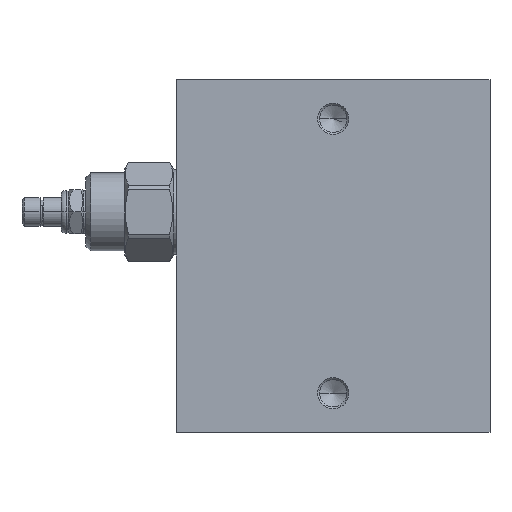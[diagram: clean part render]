
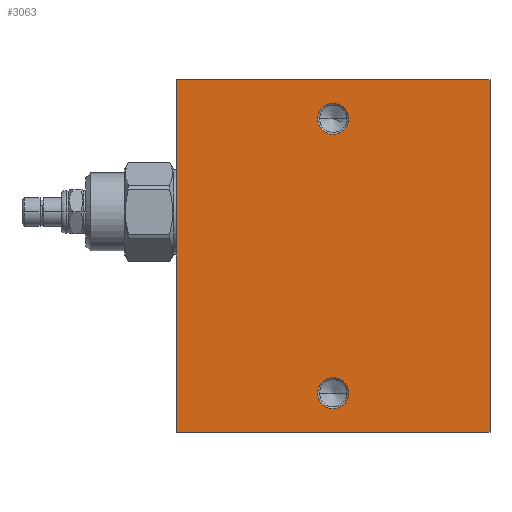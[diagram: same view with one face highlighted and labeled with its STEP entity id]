
A CAD part, left-side view. The second image highlights one B-rep face of the part: STEP entity #3063.
In plain terms, the highlighted planar face has unit normal (-1, 0, 0).
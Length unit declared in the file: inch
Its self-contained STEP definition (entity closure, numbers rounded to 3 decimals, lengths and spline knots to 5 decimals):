
#1=DIRECTION('',(0.,-1.,0.));
#2=VECTOR('',#1,4.);
#3=CARTESIAN_POINT('',(0.,0.,0.));
#4=LINE('',#3,#2);
#27=DIRECTION('',(0.,0.,1.));
#28=VECTOR('',#27,4.5);
#29=CARTESIAN_POINT('',(0.,0.,0.));
#30=LINE('',#29,#28);
#31=CARTESIAN_POINT('',(0.,-2.,0.5));
#32=DIRECTION('',(1.,0.,0.));
#33=DIRECTION('',(0.,1.,0.));
#34=AXIS2_PLACEMENT_3D('',#31,#32,#33);
#36=CARTESIAN_POINT('',(0.,-2.,0.5));
#37=DIRECTION('',(1.,0.,0.));
#38=DIRECTION('',(0.,-1.,0.));
#39=AXIS2_PLACEMENT_3D('',#36,#37,#38);
#41=CARTESIAN_POINT('',(0.,-2.,4.));
#42=DIRECTION('',(1.,0.,0.));
#43=DIRECTION('',(0.,1.,0.));
#44=AXIS2_PLACEMENT_3D('',#41,#42,#43);
#46=CARTESIAN_POINT('',(0.,-2.,4.));
#47=DIRECTION('',(1.,0.,0.));
#48=DIRECTION('',(0.,-1.,0.));
#49=AXIS2_PLACEMENT_3D('',#46,#47,#48);
#109=DIRECTION('',(0.,0.,1.));
#110=VECTOR('',#109,4.5);
#111=CARTESIAN_POINT('',(0.,-4.,0.));
#112=LINE('',#111,#110);
#133=DIRECTION('',(0.,-1.,0.));
#134=VECTOR('',#133,4.);
#135=CARTESIAN_POINT('',(0.,0.,4.5));
#136=LINE('',#135,#134);
#2660=CARTESIAN_POINT('',(0.,0.,0.));
#2661=CARTESIAN_POINT('',(0.,-4.,0.));
#2662=VERTEX_POINT('',#2660);
#2663=VERTEX_POINT('',#2661);
#2668=CARTESIAN_POINT('',(0.,0.,4.5));
#2669=CARTESIAN_POINT('',(0.,-4.,4.5));
#2670=VERTEX_POINT('',#2668);
#2671=VERTEX_POINT('',#2669);
#2690=CARTESIAN_POINT('',(0.,-1.8015,0.5));
#2692=VERTEX_POINT('',#2690);
#2694=CARTESIAN_POINT('',(0.,-2.1985,0.5));
#2696=VERTEX_POINT('',#2694);
#2704=CARTESIAN_POINT('',(0.,-1.8015,4.));
#2706=VERTEX_POINT('',#2704);
#2708=CARTESIAN_POINT('',(0.,-2.1985,4.));
#2710=VERTEX_POINT('',#2708);
#3037=CARTESIAN_POINT('',(0.,0.,0.));
#3038=DIRECTION('',(-1.,0.,0.));
#3039=DIRECTION('',(0.,-1.,0.));
#3040=AXIS2_PLACEMENT_3D('',#3037,#3038,#3039);
#3041=PLANE('',#3040);
#3042=ORIENTED_EDGE('',*,*,#3020,.F.);
#3044=ORIENTED_EDGE('',*,*,#3043,.T.);
#3046=ORIENTED_EDGE('',*,*,#3045,.T.);
#3048=ORIENTED_EDGE('',*,*,#3047,.F.);
#3049=EDGE_LOOP('',(#3042,#3044,#3046,#3048));
#3050=FACE_OUTER_BOUND('',#3049,.F.);
#3052=ORIENTED_EDGE('',*,*,#3051,.F.);
#3054=ORIENTED_EDGE('',*,*,#3053,.F.);
#3055=EDGE_LOOP('',(#3052,#3054));
#3056=FACE_BOUND('',#3055,.F.);
#3058=ORIENTED_EDGE('',*,*,#3057,.F.);
#3060=ORIENTED_EDGE('',*,*,#3059,.F.);
#3061=EDGE_LOOP('',(#3058,#3060));
#3062=FACE_BOUND('',#3061,.F.);
#3063=ADVANCED_FACE('',(#3050,#3056,#3062),#3041,.T.);
#35=CIRCLE('',#34,0.1985);
#40=CIRCLE('',#39,0.1985);
#45=CIRCLE('',#44,0.1985);
#50=CIRCLE('',#49,0.1985);
#3020=EDGE_CURVE('',#2662,#2663,#4,.T.);
#3043=EDGE_CURVE('',#2662,#2670,#30,.T.);
#3045=EDGE_CURVE('',#2670,#2671,#136,.T.);
#3047=EDGE_CURVE('',#2663,#2671,#112,.T.);
#3051=EDGE_CURVE('',#2692,#2696,#35,.T.);
#3053=EDGE_CURVE('',#2696,#2692,#40,.T.);
#3057=EDGE_CURVE('',#2706,#2710,#45,.T.);
#3059=EDGE_CURVE('',#2710,#2706,#50,.T.);
